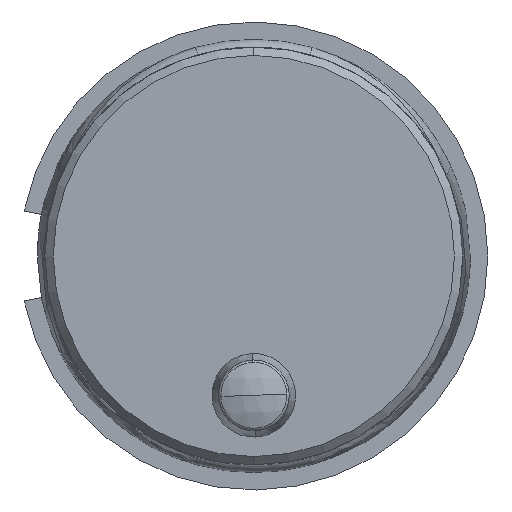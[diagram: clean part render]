
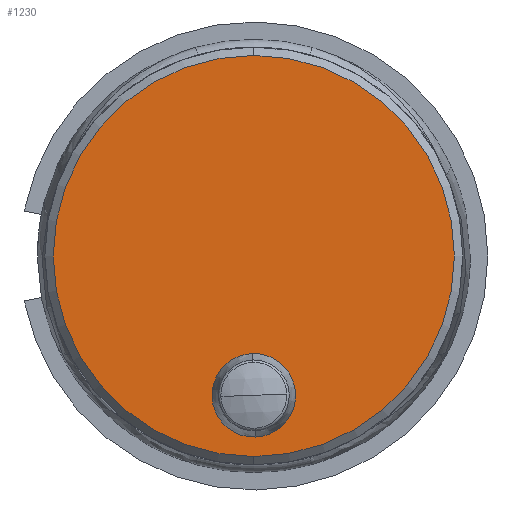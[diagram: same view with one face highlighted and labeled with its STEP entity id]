
A CAD part, front view. The second image highlights one B-rep face of the part: STEP entity #1230.
In plain terms, the highlighted planar face has unit normal (0, -1, 0).
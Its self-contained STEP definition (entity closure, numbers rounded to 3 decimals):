
#183 = DIRECTION ( 'NONE',  ( 0., 0., -1. ) ) ;
#192 = CARTESIAN_POINT ( 'NONE',  ( 0., 0., -5. ) ) ;
#272 = EDGE_CURVE ( 'NONE', #3931, #3540, #3898, .T. ) ;
#398 = ORIENTED_EDGE ( 'NONE', *, *, #2014, .F. ) ;
#608 = DIRECTION ( 'NONE',  ( 0., 0., -1. ) ) ;
#734 = DIRECTION ( 'NONE',  ( 0., -1., 0. ) ) ;
#963 = CIRCLE ( 'NONE', #3577, 7.2 ) ;
#1190 = CARTESIAN_POINT ( 'NONE',  ( 0., 0., 0. ) ) ;
#1230 = ADVANCED_FACE ( 'NONE', ( #4761, #2494 ), #2428, .F. ) ;
#1428 = ORIENTED_EDGE ( 'NONE', *, *, #272, .T. ) ;
#1596 = AXIS2_PLACEMENT_3D ( 'NONE', #3555, #4836, #2301 ) ;
#2014 = EDGE_CURVE ( 'NONE', #2228, #2391, #2019, .T. ) ;
#2019 = CIRCLE ( 'NONE', #4017, 1.5 ) ;
#2086 = CARTESIAN_POINT ( 'NONE',  ( 0.054, 0., -6.499 ) ) ;
#2228 = VERTEX_POINT ( 'NONE', #2086 ) ;
#2301 = DIRECTION ( 'NONE',  ( 0., 0., -1. ) ) ;
#2391 = VERTEX_POINT ( 'NONE', #2592 ) ;
#2428 = PLANE ( 'NONE',  #3399 ) ;
#2494 = FACE_OUTER_BOUND ( 'NONE', #2623, .T. ) ;
#2592 = CARTESIAN_POINT ( 'NONE',  ( -0.054, 0., -3.501 ) ) ;
#2623 = EDGE_LOOP ( 'NONE', ( #2722, #1428 ) ) ;
#2667 = DIRECTION ( 'NONE',  ( 0., -1., 0. ) ) ;
#2688 = AXIS2_PLACEMENT_3D ( 'NONE', #5136, #2667, #183 ) ;
#2722 = ORIENTED_EDGE ( 'NONE', *, *, #4541, .T. ) ;
#2723 = EDGE_LOOP ( 'NONE', ( #3416, #398 ) ) ;
#2853 = DIRECTION ( 'NONE',  ( 0., 0., 1. ) ) ;
#3080 = CARTESIAN_POINT ( 'NONE',  ( 0., 0., -7.2 ) ) ;
#3088 = DIRECTION ( 'NONE',  ( 0., -1., 0. ) ) ;
#3203 = CARTESIAN_POINT ( 'NONE',  ( 0., 0., 0. ) ) ;
#3399 = AXIS2_PLACEMENT_3D ( 'NONE', #1190, #5320, #2853 ) ;
#3416 = ORIENTED_EDGE ( 'NONE', *, *, #3910, .F. ) ;
#3540 = VERTEX_POINT ( 'NONE', #4115 ) ;
#3555 = CARTESIAN_POINT ( 'NONE',  ( 0., 0., 0. ) ) ;
#3577 = AXIS2_PLACEMENT_3D ( 'NONE', #3203, #734, #3619 ) ;
#3619 = DIRECTION ( 'NONE',  ( 0., 0., -1. ) ) ;
#3898 = CIRCLE ( 'NONE', #1596, 7.2 ) ;
#3910 = EDGE_CURVE ( 'NONE', #2391, #2228, #4356, .T. ) ;
#3931 = VERTEX_POINT ( 'NONE', #3080 ) ;
#4017 = AXIS2_PLACEMENT_3D ( 'NONE', #192, #3088, #608 ) ;
#4115 = CARTESIAN_POINT ( 'NONE',  ( 0., 0., 7.2 ) ) ;
#4356 = CIRCLE ( 'NONE', #2688, 1.5 ) ;
#4541 = EDGE_CURVE ( 'NONE', #3540, #3931, #963, .T. ) ;
#4761 = FACE_BOUND ( 'NONE', #2723, .T. ) ;
#4836 = DIRECTION ( 'NONE',  ( 0., -1., 0. ) ) ;
#5136 = CARTESIAN_POINT ( 'NONE',  ( 0., 0., -5. ) ) ;
#5320 = DIRECTION ( 'NONE',  ( 0., 1., 0. ) ) ;
